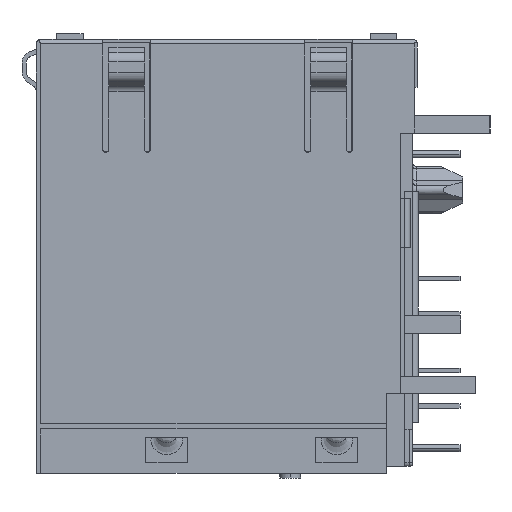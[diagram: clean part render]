
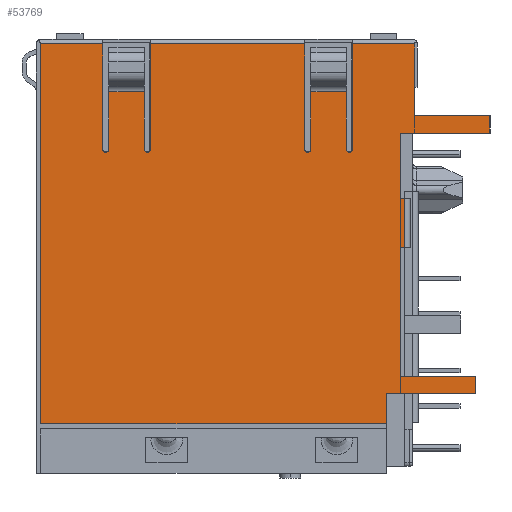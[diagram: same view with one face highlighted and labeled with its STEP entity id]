
A CAD part, left-side view. The second image highlights one B-rep face of the part: STEP entity #53769.
In plain terms, the highlighted planar face has unit normal (-1, 0, 0).
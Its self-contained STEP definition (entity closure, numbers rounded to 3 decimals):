
#6206=DIRECTION('',(0.,0.,-1.));
#6207=VECTOR('',#6206,4.11);
#6208=CARTESIAN_POINT('',(-32.955,8.45,-3.76));
#6209=LINE('',#6208,#6207);
#17577=DIRECTION('',(0.,0.,-1.));
#17578=VECTOR('',#17577,4.11);
#17579=CARTESIAN_POINT('',(-32.955,-6.03,-3.76));
#17580=LINE('',#17579,#17578);
#17669=DIRECTION('',(0.,0.,-1.));
#17670=VECTOR('',#17669,4.11);
#17671=CARTESIAN_POINT('',(-32.955,5.9,-3.76));
#17672=LINE('',#17671,#17670);
#17833=DIRECTION('',(0.,-1.,0.));
#17834=VECTOR('',#17833,4.445);
#17835=CARTESIAN_POINT('',(-32.955,-9.02,-0.33));
#17836=LINE('',#17835,#17834);
#17837=DIRECTION('',(0.,0.,1.));
#17838=VECTOR('',#17837,5.125);
#17839=CARTESIAN_POINT('',(-32.955,-13.465,-5.455));
#17840=LINE('',#17839,#17838);
#17841=DIRECTION('',(0.,1.,0.));
#17842=VECTOR('',#17841,5.4);
#17843=CARTESIAN_POINT('',(-32.955,-18.865,-5.455));
#17844=LINE('',#17843,#17842);
#17845=DIRECTION('',(0.,0.,1.));
#17846=VECTOR('',#17845,1.27);
#17847=CARTESIAN_POINT('',(-32.955,-18.865,-6.725));
#17848=LINE('',#17847,#17846);
#17849=DIRECTION('',(0.,0.,1.));
#17850=VECTOR('',#17849,4.645);
#17851=CARTESIAN_POINT('',(-32.955,-12.445,-11.37));
#17852=LINE('',#17851,#17850);
#17853=DIRECTION('',(0.,0.,1.));
#17854=VECTOR('',#17853,9.195);
#17855=CARTESIAN_POINT('',(-32.955,-12.445,-24.125));
#17856=LINE('',#17855,#17854);
#17857=DIRECTION('',(0.,1.,0.));
#17858=VECTOR('',#17857,5.4);
#17859=CARTESIAN_POINT('',(-32.955,-17.845,-24.125));
#17860=LINE('',#17859,#17858);
#17861=DIRECTION('',(0.,0.,1.));
#17862=VECTOR('',#17861,1.27);
#17863=CARTESIAN_POINT('',(-32.955,-17.845,-25.395));
#17864=LINE('',#17863,#17862);
#17865=DIRECTION('',(0.,0.,1.));
#17866=VECTOR('',#17865,2.165);
#17867=CARTESIAN_POINT('',(-32.955,-11.445,-27.56));
#17868=LINE('',#17867,#17866);
#17869=DIRECTION('',(0.,1.,0.));
#17870=VECTOR('',#17869,24.78);
#17871=CARTESIAN_POINT('',(-32.955,-11.445,-27.56));
#17872=LINE('',#17871,#17870);
#17873=DIRECTION('',(0.,0.,-1.));
#17874=VECTOR('',#17873,27.23);
#17875=CARTESIAN_POINT('',(-32.955,13.335,-0.33));
#17876=LINE('',#17875,#17874);
#17877=DIRECTION('',(0.,-1.,0.));
#17878=VECTOR('',#17877,4.445);
#17879=CARTESIAN_POINT('',(-32.955,13.335,-0.33));
#17880=LINE('',#17879,#17878);
#17881=DIRECTION('',(0.,0.,-1.));
#17882=VECTOR('',#17881,7.54);
#17883=CARTESIAN_POINT('',(-32.955,8.89,-0.33));
#17884=LINE('',#17883,#17882);
#17885=CARTESIAN_POINT('',(-32.955,8.67,-7.87));
#17886=DIRECTION('',(-1.,0.,0.));
#17887=DIRECTION('',(0.,1.,0.));
#17888=AXIS2_PLACEMENT_3D('',#17885,#17886,#17887);
#17890=DIRECTION('',(0.,-1.,0.));
#17891=VECTOR('',#17890,2.55);
#17892=CARTESIAN_POINT('',(-32.955,8.45,-3.76));
#17893=LINE('',#17892,#17891);
#17894=CARTESIAN_POINT('',(-32.955,5.68,-7.87));
#17895=DIRECTION('',(-1.,0.,0.));
#17896=DIRECTION('',(0.,1.,0.));
#17897=AXIS2_PLACEMENT_3D('',#17894,#17895,#17896);
#17899=DIRECTION('',(0.,0.,-1.));
#17900=VECTOR('',#17899,7.54);
#17901=CARTESIAN_POINT('',(-32.955,5.46,-0.33));
#17902=LINE('',#17901,#17900);
#17903=DIRECTION('',(0.,-1.,0.));
#17904=VECTOR('',#17903,11.05);
#17905=CARTESIAN_POINT('',(-32.955,5.46,-0.33));
#17906=LINE('',#17905,#17904);
#17907=DIRECTION('',(0.,0.,-1.));
#17908=VECTOR('',#17907,7.54);
#17909=CARTESIAN_POINT('',(-32.955,-5.59,-0.33));
#17910=LINE('',#17909,#17908);
#17911=CARTESIAN_POINT('',(-32.955,-5.81,-7.87));
#17912=DIRECTION('',(-1.,0.,0.));
#17913=DIRECTION('',(0.,1.,0.));
#17914=AXIS2_PLACEMENT_3D('',#17911,#17912,#17913);
#17916=DIRECTION('',(0.,-1.,0.));
#17917=VECTOR('',#17916,2.55);
#17918=CARTESIAN_POINT('',(-32.955,-6.03,-3.76));
#17919=LINE('',#17918,#17917);
#17920=CARTESIAN_POINT('',(-32.955,-8.8,-7.87));
#17921=DIRECTION('',(-1.,0.,0.));
#17922=DIRECTION('',(0.,1.,0.));
#17923=AXIS2_PLACEMENT_3D('',#17920,#17921,#17922);
#17925=DIRECTION('',(0.,0.,-1.));
#17926=VECTOR('',#17925,7.54);
#17927=CARTESIAN_POINT('',(-32.955,-9.02,-0.33));
#17928=LINE('',#17927,#17926);
#18713=DIRECTION('',(0.,0.,-1.));
#18714=VECTOR('',#18713,4.11);
#18715=CARTESIAN_POINT('',(-32.955,-8.58,-3.76));
#18716=LINE('',#18715,#18714);
#18925=DIRECTION('',(0.,-1.,0.));
#18926=VECTOR('',#18925,6.42);
#18927=CARTESIAN_POINT('',(-32.955,-12.445,-6.725));
#18928=LINE('',#18927,#18926);
#18965=DIRECTION('',(0.,-1.,0.));
#18966=VECTOR('',#18965,6.4);
#18967=CARTESIAN_POINT('',(-32.955,-11.445,-25.395));
#18968=LINE('',#18967,#18966);
#19061=DIRECTION('',(0.,-1.,0.));
#19062=VECTOR('',#19061,0.31);
#19063=CARTESIAN_POINT('',(-32.955,-12.445,-11.37));
#19064=LINE('',#19063,#19062);
#19139=DIRECTION('',(0.,-1.,0.));
#19140=VECTOR('',#19139,0.31);
#19141=CARTESIAN_POINT('',(-32.955,-12.445,-14.93));
#19142=LINE('',#19141,#19140);
#19169=DIRECTION('',(0.,0.,-1.));
#19170=VECTOR('',#19169,3.56);
#19171=CARTESIAN_POINT('',(-32.955,-12.755,-11.37));
#19172=LINE('',#19171,#19170);
#24427=CARTESIAN_POINT('',(-32.955,-11.445,-25.395));
#24429=VERTEX_POINT('',#24427);
#24431=CARTESIAN_POINT('',(-32.955,-12.445,-6.725));
#24433=VERTEX_POINT('',#24431);
#24504=CARTESIAN_POINT('',(-32.955,8.45,-3.76));
#24505=VERTEX_POINT('',#24504);
#24528=CARTESIAN_POINT('',(-32.955,5.9,-3.76));
#24529=VERTEX_POINT('',#24528);
#24600=CARTESIAN_POINT('',(-32.955,-6.03,-3.76));
#24601=VERTEX_POINT('',#24600);
#24624=CARTESIAN_POINT('',(-32.955,-8.58,-3.76));
#24625=VERTEX_POINT('',#24624);
#24654=CARTESIAN_POINT('',(-32.955,-17.845,-25.395));
#24655=CARTESIAN_POINT('',(-32.955,-17.845,-24.125));
#24656=VERTEX_POINT('',#24654);
#24657=VERTEX_POINT('',#24655);
#24658=CARTESIAN_POINT('',(-32.955,-18.865,-6.725));
#24659=CARTESIAN_POINT('',(-32.955,-18.865,-5.455));
#24660=VERTEX_POINT('',#24658);
#24661=VERTEX_POINT('',#24659);
#24670=CARTESIAN_POINT('',(-32.955,-12.445,-24.125));
#24671=VERTEX_POINT('',#24670);
#24672=CARTESIAN_POINT('',(-32.955,-13.465,-5.455));
#24673=VERTEX_POINT('',#24672);
#26232=CARTESIAN_POINT('',(-32.955,-11.445,-27.56));
#26233=CARTESIAN_POINT('',(-32.955,13.335,-27.56));
#26234=VERTEX_POINT('',#26232);
#26235=VERTEX_POINT('',#26233);
#29600=CARTESIAN_POINT('',(-32.955,-12.755,-11.37));
#29602=VERTEX_POINT('',#29600);
#29624=CARTESIAN_POINT('',(-32.955,-12.755,-14.93));
#29626=VERTEX_POINT('',#29624);
#29657=CARTESIAN_POINT('',(-32.955,-12.445,-11.37));
#29659=VERTEX_POINT('',#29657);
#29661=CARTESIAN_POINT('',(-32.955,-12.445,-14.93));
#29663=VERTEX_POINT('',#29661);
#29696=CARTESIAN_POINT('',(-32.955,8.89,-7.87));
#29698=VERTEX_POINT('',#29696);
#29702=CARTESIAN_POINT('',(-32.955,8.45,-7.87));
#29703=VERTEX_POINT('',#29702);
#29704=CARTESIAN_POINT('',(-32.955,5.9,-7.87));
#29706=VERTEX_POINT('',#29704);
#29710=CARTESIAN_POINT('',(-32.955,5.46,-7.87));
#29711=VERTEX_POINT('',#29710);
#29712=CARTESIAN_POINT('',(-32.955,-8.58,-7.87));
#29714=VERTEX_POINT('',#29712);
#29718=CARTESIAN_POINT('',(-32.955,-9.02,-7.87));
#29719=VERTEX_POINT('',#29718);
#29720=CARTESIAN_POINT('',(-32.955,-5.59,-7.87));
#29722=VERTEX_POINT('',#29720);
#29726=CARTESIAN_POINT('',(-32.955,-6.03,-7.87));
#29727=VERTEX_POINT('',#29726);
#30219=CARTESIAN_POINT('',(-32.955,-9.02,-0.33));
#30221=VERTEX_POINT('',#30219);
#30226=CARTESIAN_POINT('',(-32.955,-13.465,-0.33));
#30227=VERTEX_POINT('',#30226);
#30229=CARTESIAN_POINT('',(-32.955,-5.59,-0.33));
#30231=VERTEX_POINT('',#30229);
#30232=CARTESIAN_POINT('',(-32.955,5.46,-0.33));
#30233=VERTEX_POINT('',#30232);
#30238=CARTESIAN_POINT('',(-32.955,8.89,-0.33));
#30240=VERTEX_POINT('',#30238);
#30241=CARTESIAN_POINT('',(-32.955,13.335,-0.33));
#30242=VERTEX_POINT('',#30241);
#53709=CARTESIAN_POINT('',(-32.955,13.405,-0.25));
#53710=DIRECTION('',(-1.,0.,0.));
#53711=DIRECTION('',(0.,-1.,0.));
#53712=AXIS2_PLACEMENT_3D('',#53709,#53710,#53711);
#53713=PLANE('',#53712);
#53715=ORIENTED_EDGE('',*,*,#53714,.T.);
#53717=ORIENTED_EDGE('',*,*,#53716,.F.);
#53719=ORIENTED_EDGE('',*,*,#53718,.F.);
#53721=ORIENTED_EDGE('',*,*,#53720,.F.);
#53723=ORIENTED_EDGE('',*,*,#53722,.F.);
#53725=ORIENTED_EDGE('',*,*,#53724,.F.);
#53727=ORIENTED_EDGE('',*,*,#53726,.T.);
#53729=ORIENTED_EDGE('',*,*,#53728,.T.);
#53731=ORIENTED_EDGE('',*,*,#53730,.F.);
#53733=ORIENTED_EDGE('',*,*,#53732,.F.);
#53735=ORIENTED_EDGE('',*,*,#53734,.F.);
#53737=ORIENTED_EDGE('',*,*,#53736,.F.);
#53739=ORIENTED_EDGE('',*,*,#53738,.F.);
#53740=ORIENTED_EDGE('',*,*,#38222,.F.);
#53742=ORIENTED_EDGE('',*,*,#53741,.T.);
#53744=ORIENTED_EDGE('',*,*,#53743,.F.);
#53745=ORIENTED_EDGE('',*,*,#37763,.T.);
#53746=ORIENTED_EDGE('',*,*,#37785,.T.);
#53748=ORIENTED_EDGE('',*,*,#53747,.T.);
#53749=ORIENTED_EDGE('',*,*,#37932,.F.);
#53751=ORIENTED_EDGE('',*,*,#53750,.T.);
#53752=ORIENTED_EDGE('',*,*,#53486,.T.);
#53753=ORIENTED_EDGE('',*,*,#53605,.T.);
#53754=ORIENTED_EDGE('',*,*,#53617,.F.);
#53755=ORIENTED_EDGE('',*,*,#53631,.T.);
#53756=ORIENTED_EDGE('',*,*,#53649,.T.);
#53757=ORIENTED_EDGE('',*,*,#53662,.T.);
#53758=ORIENTED_EDGE('',*,*,#53376,.F.);
#53760=ORIENTED_EDGE('',*,*,#53759,.T.);
#53762=ORIENTED_EDGE('',*,*,#53761,.T.);
#53764=ORIENTED_EDGE('',*,*,#53763,.T.);
#53766=ORIENTED_EDGE('',*,*,#53765,.F.);
#53767=EDGE_LOOP('',(#53715,#53717,#53719,#53721,#53723,#53725,#53727,#53729,
#53731,#53733,#53735,#53737,#53739,#53740,#53742,#53744,#53745,#53746,#53748,
#53749,#53751,#53752,#53753,#53754,#53755,#53756,#53757,#53758,#53760,#53762,
#53764,#53766));
#53768=FACE_OUTER_BOUND('',#53767,.F.);
#17889=CIRCLE('',#17888,0.22);
#17898=CIRCLE('',#17897,0.22);
#17915=CIRCLE('',#17914,0.22);
#17924=CIRCLE('',#17923,0.22);
#37763=EDGE_CURVE('',#30242,#30240,#17880,.T.);
#37785=EDGE_CURVE('',#30240,#29698,#17884,.T.);
#37932=EDGE_CURVE('',#24505,#29703,#6209,.T.);
#38222=EDGE_CURVE('',#26234,#24429,#17868,.T.);
#53376=EDGE_CURVE('',#24601,#29727,#17580,.T.);
#53486=EDGE_CURVE('',#24529,#29706,#17672,.T.);
#53605=EDGE_CURVE('',#29706,#29711,#17898,.T.);
#53617=EDGE_CURVE('',#30233,#29711,#17902,.T.);
#53631=EDGE_CURVE('',#30233,#30231,#17906,.T.);
#53649=EDGE_CURVE('',#30231,#29722,#17910,.T.);
#53662=EDGE_CURVE('',#29722,#29727,#17915,.T.);
#53714=EDGE_CURVE('',#30221,#30227,#17836,.T.);
#53716=EDGE_CURVE('',#24673,#30227,#17840,.T.);
#53718=EDGE_CURVE('',#24661,#24673,#17844,.T.);
#53720=EDGE_CURVE('',#24660,#24661,#17848,.T.);
#53722=EDGE_CURVE('',#24433,#24660,#18928,.T.);
#53724=EDGE_CURVE('',#29659,#24433,#17852,.T.);
#53726=EDGE_CURVE('',#29659,#29602,#19064,.T.);
#53728=EDGE_CURVE('',#29602,#29626,#19172,.T.);
#53730=EDGE_CURVE('',#29663,#29626,#19142,.T.);
#53732=EDGE_CURVE('',#24671,#29663,#17856,.T.);
#53734=EDGE_CURVE('',#24657,#24671,#17860,.T.);
#53736=EDGE_CURVE('',#24656,#24657,#17864,.T.);
#53738=EDGE_CURVE('',#24429,#24656,#18968,.T.);
#53741=EDGE_CURVE('',#26234,#26235,#17872,.T.);
#53743=EDGE_CURVE('',#30242,#26235,#17876,.T.);
#53747=EDGE_CURVE('',#29698,#29703,#17889,.T.);
#53750=EDGE_CURVE('',#24505,#24529,#17893,.T.);
#53759=EDGE_CURVE('',#24601,#24625,#17919,.T.);
#53761=EDGE_CURVE('',#24625,#29714,#18716,.T.);
#53763=EDGE_CURVE('',#29714,#29719,#17924,.T.);
#53765=EDGE_CURVE('',#30221,#29719,#17928,.T.);
#53769=ADVANCED_FACE('',(#53768),#53713,.T.);
